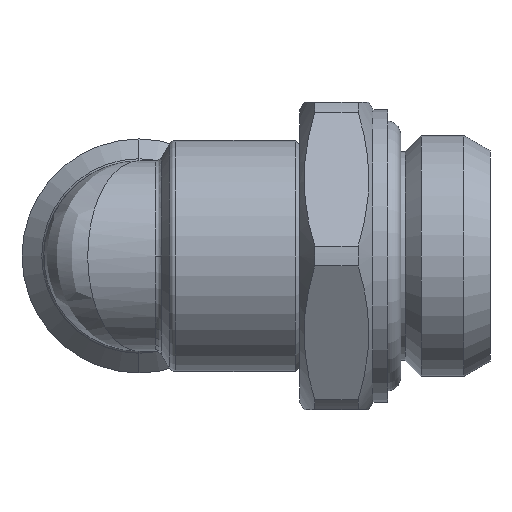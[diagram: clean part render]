
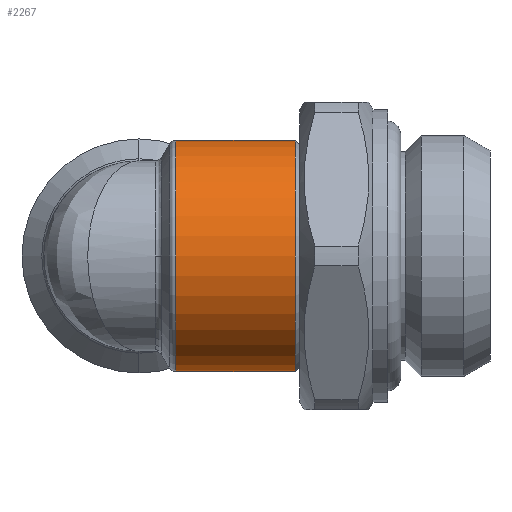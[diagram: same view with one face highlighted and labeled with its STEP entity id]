
A CAD part, left-side view. The second image highlights one B-rep face of the part: STEP entity #2267.
In plain terms, the highlighted cylindrical face has radius 7.9 mm (diameter 15.8 mm), a partial arc.
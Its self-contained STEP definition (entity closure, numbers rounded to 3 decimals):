
#4 = LINE ( 'NONE', #833, #3258 ) ;
#32 = CARTESIAN_POINT ( 'NONE',  ( 0., 3.407, 0. ) ) ;
#71 = DIRECTION ( 'NONE',  ( 0., 0., 1. ) ) ;
#221 = AXIS2_PLACEMENT_3D ( 'NONE', #826, #3154, #71 ) ;
#315 = EDGE_CURVE ( 'NONE', #1454, #2258, #1535, .T. ) ;
#717 = CYLINDRICAL_SURFACE ( 'NONE', #2515, 7.9 ) ;
#786 = ORIENTED_EDGE ( 'NONE', *, *, #2278, .F. ) ;
#792 = CARTESIAN_POINT ( 'NONE',  ( 0., 3.407, 7.9 ) ) ;
#801 = CIRCLE ( 'NONE', #1274, 7.9 ) ;
#813 = DIRECTION ( 'NONE',  ( 0., 1., 0. ) ) ;
#826 = CARTESIAN_POINT ( 'NONE',  ( 0., -10.699, 0. ) ) ;
#833 = CARTESIAN_POINT ( 'NONE',  ( 0., 3.407, -7.9 ) ) ;
#998 = ORIENTED_EDGE ( 'NONE', *, *, #1938, .F. ) ;
#1054 = EDGE_CURVE ( 'NONE', #1454, #1119, #2724, .T. ) ;
#1068 = CARTESIAN_POINT ( 'NONE',  ( 0., -2.5, 7.9 ) ) ;
#1119 = VERTEX_POINT ( 'NONE', #1068 ) ;
#1274 = AXIS2_PLACEMENT_3D ( 'NONE', #1754, #1699, #2040 ) ;
#1396 = VECTOR ( 'NONE', #3351, 1000. ) ;
#1454 = VERTEX_POINT ( 'NONE', #1682 ) ;
#1490 = VERTEX_POINT ( 'NONE', #1917 ) ;
#1535 = CIRCLE ( 'NONE', #221, 7.9 ) ;
#1589 = ORIENTED_EDGE ( 'NONE', *, *, #315, .F. ) ;
#1592 = CARTESIAN_POINT ( 'NONE',  ( 0., -10.699, -7.9 ) ) ;
#1682 = CARTESIAN_POINT ( 'NONE',  ( 0., -10.699, 7.9 ) ) ;
#1699 = DIRECTION ( 'NONE',  ( 0., 1., 0. ) ) ;
#1754 = CARTESIAN_POINT ( 'NONE',  ( 0., -2.5, 0. ) ) ;
#1917 = CARTESIAN_POINT ( 'NONE',  ( 0., -2.5, -7.9 ) ) ;
#1938 = EDGE_CURVE ( 'NONE', #1490, #1119, #801, .T. ) ;
#2040 = DIRECTION ( 'NONE',  ( 0., 0., 1. ) ) ;
#2096 = DIRECTION ( 'NONE',  ( 0., 0., 1. ) ) ;
#2120 = FACE_OUTER_BOUND ( 'NONE', #2568, .T. ) ;
#2258 = VERTEX_POINT ( 'NONE', #1592 ) ;
#2267 = ADVANCED_FACE ( 'NONE', ( #2120 ), #717, .T. ) ;
#2278 = EDGE_CURVE ( 'NONE', #2258, #1490, #4, .T. ) ;
#2515 = AXIS2_PLACEMENT_3D ( 'NONE', #32, #2884, #2096 ) ;
#2568 = EDGE_LOOP ( 'NONE', ( #786, #1589, #2652, #998 ) ) ;
#2652 = ORIENTED_EDGE ( 'NONE', *, *, #1054, .T. ) ;
#2724 = LINE ( 'NONE', #792, #1396 ) ;
#2884 = DIRECTION ( 'NONE',  ( 0., 1., 0. ) ) ;
#3154 = DIRECTION ( 'NONE',  ( 0., -1., 0. ) ) ;
#3258 = VECTOR ( 'NONE', #813, 1000. ) ;
#3351 = DIRECTION ( 'NONE',  ( 0., 1., 0. ) ) ;
